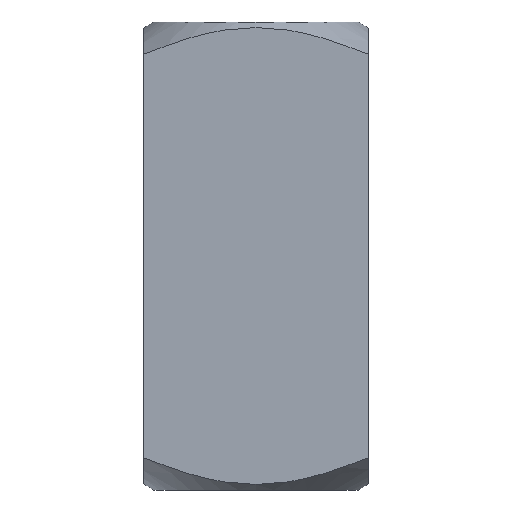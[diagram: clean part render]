
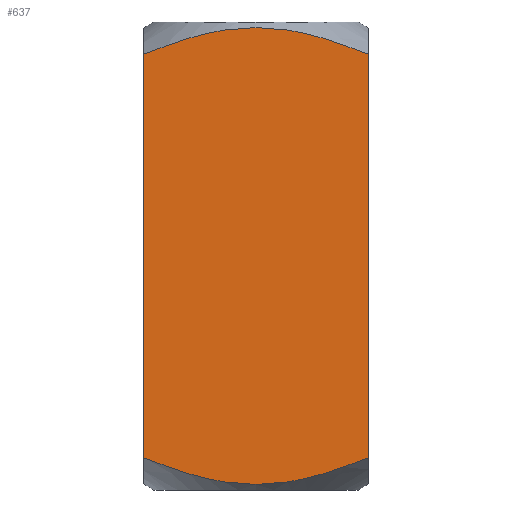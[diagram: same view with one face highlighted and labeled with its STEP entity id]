
A CAD part, front view. The second image highlights one B-rep face of the part: STEP entity #637.
In plain terms, the highlighted planar face has unit normal (0, -1, 0).
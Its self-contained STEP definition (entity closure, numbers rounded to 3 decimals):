
#17=(
BOUNDED_CURVE()
B_SPLINE_CURVE(2,(#1126,#1127,#1128),.UNSPECIFIED.,.F.,.F.)
B_SPLINE_CURVE_WITH_KNOTS((3,3),(6.953,10.731),
 .UNSPECIFIED.)
CURVE()
GEOMETRIC_REPRESENTATION_ITEM()
RATIONAL_B_SPLINE_CURVE((2.386,2.386,1.976))
REPRESENTATION_ITEM('')
);
#18=(
BOUNDED_CURVE()
B_SPLINE_CURVE(2,(#1130,#1131,#1132),.UNSPECIFIED.,.F.,.F.)
B_SPLINE_CURVE_WITH_KNOTS((3,3),(3.174,6.953),
 .UNSPECIFIED.)
CURVE()
GEOMETRIC_REPRESENTATION_ITEM()
RATIONAL_B_SPLINE_CURVE((1.976,2.386,2.386))
REPRESENTATION_ITEM('')
);
#19=(
BOUNDED_CURVE()
B_SPLINE_CURVE(2,(#1137,#1138,#1139),.UNSPECIFIED.,.F.,.F.)
B_SPLINE_CURVE_WITH_KNOTS((3,3),(3.174,6.953),
 .UNSPECIFIED.)
CURVE()
GEOMETRIC_REPRESENTATION_ITEM()
RATIONAL_B_SPLINE_CURVE((1.976,2.386,2.386))
REPRESENTATION_ITEM('')
);
#23=(
BOUNDED_CURVE()
B_SPLINE_CURVE(2,(#1152,#1153,#1154),.UNSPECIFIED.,.F.,.F.)
B_SPLINE_CURVE_WITH_KNOTS((3,3),(6.953,10.731),
 .UNSPECIFIED.)
CURVE()
GEOMETRIC_REPRESENTATION_ITEM()
RATIONAL_B_SPLINE_CURVE((2.386,2.386,1.976))
REPRESENTATION_ITEM('')
);
#97=LINE('',#1159,#119);
#98=LINE('',#1161,#120);
#119=VECTOR('',#916,10.);
#120=VECTOR('',#919,10.);
#174=FACE_OUTER_BOUND('',#214,.T.);
#214=EDGE_LOOP('',(#589,#590,#591,#592,#593,#594));
#313=VERTEX_POINT('',#1113);
#315=VERTEX_POINT('',#1121);
#316=VERTEX_POINT('',#1125);
#317=VERTEX_POINT('',#1134);
#318=VERTEX_POINT('',#1136);
#321=VERTEX_POINT('',#1148);
#400=EDGE_CURVE('',#316,#315,#17,.T.);
#402=EDGE_CURVE('',#313,#316,#18,.T.);
#404=EDGE_CURVE('',#318,#317,#19,.T.);
#408=EDGE_CURVE('',#317,#321,#23,.T.);
#411=EDGE_CURVE('',#318,#315,#97,.T.);
#412=EDGE_CURVE('',#321,#313,#98,.T.);
#589=ORIENTED_EDGE('',*,*,#402,.T.);
#590=ORIENTED_EDGE('',*,*,#400,.T.);
#591=ORIENTED_EDGE('',*,*,#411,.F.);
#592=ORIENTED_EDGE('',*,*,#404,.T.);
#593=ORIENTED_EDGE('',*,*,#408,.T.);
#594=ORIENTED_EDGE('',*,*,#412,.T.);
#604=PLANE('',#737);
#637=ADVANCED_FACE('',(#174),#604,.T.);
#737=AXIS2_PLACEMENT_3D('',#1162,#920,#921);
#916=DIRECTION('',(0.,0.,1.));
#919=DIRECTION('',(0.,0.,1.));
#920=DIRECTION('center_axis',(0.,-1.,0.));
#921=DIRECTION('ref_axis',(0.,0.,-1.));
#1113=CARTESIAN_POINT('',(17.5,-17.5,67.949));
#1121=CARTESIAN_POINT('',(-17.5,-17.5,67.949));
#1125=CARTESIAN_POINT('',(0.,-17.5,72.134));
#1126=CARTESIAN_POINT('Ctrl Pts',(0.,-17.5,72.134));
#1127=CARTESIAN_POINT('Ctrl Pts',(-7.249,-17.5,72.134));
#1128=CARTESIAN_POINT('Ctrl Pts',(-17.5,-17.5,67.949));
#1130=CARTESIAN_POINT('Ctrl Pts',(17.5,-17.5,67.949));
#1131=CARTESIAN_POINT('Ctrl Pts',(7.249,-17.5,72.134));
#1132=CARTESIAN_POINT('Ctrl Pts',(0.,-17.5,72.134));
#1134=CARTESIAN_POINT('',(0.,-17.5,0.866));
#1136=CARTESIAN_POINT('',(-17.5,-17.5,5.051));
#1137=CARTESIAN_POINT('Ctrl Pts',(-17.5,-17.5,5.051));
#1138=CARTESIAN_POINT('Ctrl Pts',(-7.249,-17.5,0.866));
#1139=CARTESIAN_POINT('Ctrl Pts',(0.,-17.5,0.866));
#1148=CARTESIAN_POINT('',(17.5,-17.5,5.051));
#1152=CARTESIAN_POINT('Ctrl Pts',(0.,-17.5,0.866));
#1153=CARTESIAN_POINT('Ctrl Pts',(7.249,-17.5,0.866));
#1154=CARTESIAN_POINT('Ctrl Pts',(17.5,-17.5,5.051));
#1159=CARTESIAN_POINT('',(-17.5,-17.5,0.));
#1161=CARTESIAN_POINT('',(17.5,-17.5,0.));
#1162=CARTESIAN_POINT('Origin',(17.5,-17.5,0.));
